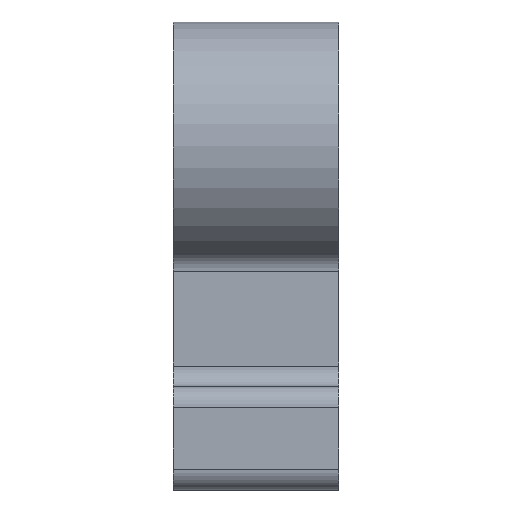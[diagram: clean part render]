
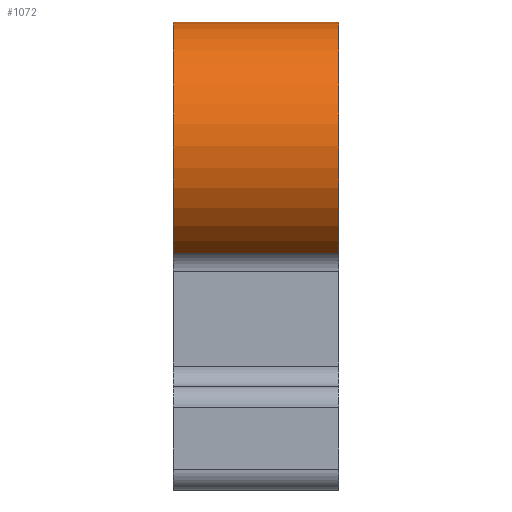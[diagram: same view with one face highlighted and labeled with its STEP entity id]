
A CAD part, left-side view. The second image highlights one B-rep face of the part: STEP entity #1072.
In plain terms, the highlighted cylindrical face has radius 6 mm (diameter 12 mm), a partial arc.
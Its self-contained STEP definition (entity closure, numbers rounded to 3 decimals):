
#27 = CARTESIAN_POINT ( 'NONE',  ( 25.5, -8., -8.196 ) ) ;
#28 = VERTEX_POINT ( 'NONE', #1406 ) ;
#47 = DIRECTION ( 'NONE',  ( 0., 1., 0. ) ) ;
#50 = DIRECTION ( 'NONE',  ( 0., -1., 0. ) ) ;
#85 = EDGE_LOOP ( 'NONE', ( #1169, #258, #1322, #1065 ) ) ;
#244 = DIRECTION ( 'NONE',  ( 0., 1., 0. ) ) ;
#252 = EDGE_CURVE ( 'NONE', #1230, #1173, #1272, .T. ) ;
#258 = ORIENTED_EDGE ( 'NONE', *, *, #1207, .T. ) ;
#287 = CIRCLE ( 'NONE', #566, 6. ) ;
#368 = AXIS2_PLACEMENT_3D ( 'NONE', #1359, #905, #1043 ) ;
#371 = CARTESIAN_POINT ( 'NONE',  ( 25.5, -8., -8.196 ) ) ;
#432 = EDGE_CURVE ( 'NONE', #1230, #28, #287, .T. ) ;
#447 = VERTEX_POINT ( 'NONE', #663 ) ;
#472 = CARTESIAN_POINT ( 'NONE',  ( 25.5, 0., -8.196 ) ) ;
#534 = DIRECTION ( 'NONE',  ( 0., 1., 0. ) ) ;
#566 = AXIS2_PLACEMENT_3D ( 'NONE', #1410, #534, #1300 ) ;
#569 = FACE_OUTER_BOUND ( 'NONE', #85, .T. ) ;
#651 = CIRCLE ( 'NONE', #368, 6. ) ;
#663 = CARTESIAN_POINT ( 'NONE',  ( 28.5, -8., 3. ) ) ;
#676 = EDGE_CURVE ( 'NONE', #1173, #447, #651, .T. ) ;
#880 = CYLINDRICAL_SURFACE ( 'NONE', #1307, 6. ) ;
#905 = DIRECTION ( 'NONE',  ( 0., 1., 0. ) ) ;
#916 = DIRECTION ( 'NONE',  ( 0., 0., 1. ) ) ;
#1043 = DIRECTION ( 'NONE',  ( 0., 0., 1. ) ) ;
#1065 = ORIENTED_EDGE ( 'NONE', *, *, #252, .T. ) ;
#1072 = ADVANCED_FACE ( 'NONE', ( #569 ), #880, .T. ) ;
#1148 = VECTOR ( 'NONE', #50, 1000. ) ;
#1157 = CARTESIAN_POINT ( 'NONE',  ( 28.5, -8., 3. ) ) ;
#1169 = ORIENTED_EDGE ( 'NONE', *, *, #676, .T. ) ;
#1173 = VERTEX_POINT ( 'NONE', #27 ) ;
#1185 = VECTOR ( 'NONE', #47, 1000. ) ;
#1207 = EDGE_CURVE ( 'NONE', #447, #28, #1321, .T. ) ;
#1230 = VERTEX_POINT ( 'NONE', #472 ) ;
#1248 = CARTESIAN_POINT ( 'NONE',  ( 28.5, -8., -3. ) ) ;
#1272 = LINE ( 'NONE', #371, #1148 ) ;
#1300 = DIRECTION ( 'NONE',  ( 0., 0., 1. ) ) ;
#1307 = AXIS2_PLACEMENT_3D ( 'NONE', #1248, #244, #916 ) ;
#1321 = LINE ( 'NONE', #1157, #1185 ) ;
#1322 = ORIENTED_EDGE ( 'NONE', *, *, #432, .F. ) ;
#1359 = CARTESIAN_POINT ( 'NONE',  ( 28.5, -8., -3. ) ) ;
#1406 = CARTESIAN_POINT ( 'NONE',  ( 28.5, 0., 3. ) ) ;
#1410 = CARTESIAN_POINT ( 'NONE',  ( 28.5, 0., -3. ) ) ;
